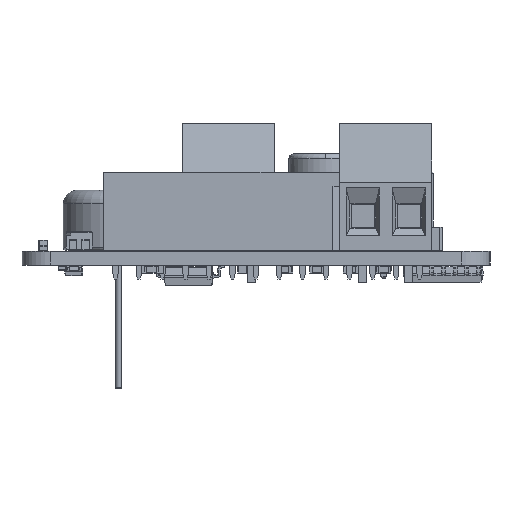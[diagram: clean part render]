
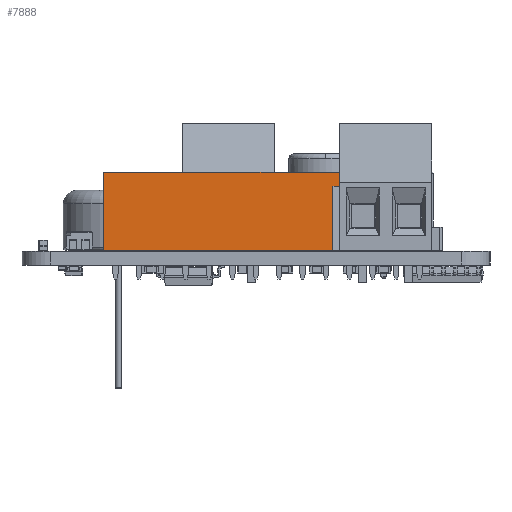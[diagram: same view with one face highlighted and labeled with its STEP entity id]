
A CAD part, left-side view. The second image highlights one B-rep face of the part: STEP entity #7888.
In plain terms, the highlighted face is planar.
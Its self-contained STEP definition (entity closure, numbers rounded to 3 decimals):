
#7888 = ADVANCED_FACE('',(#7889),#7923,.F.);
#7889 = FACE_BOUND('',#7890,.F.);
#7890 = EDGE_LOOP('',(#7891,#7901,#7909,#7917));
#7891 = ORIENTED_EDGE('',*,*,#7892,.T.);
#7892 = EDGE_CURVE('',#7893,#7895,#7897,.T.);
#7893 = VERTEX_POINT('',#7894);
#7894 = CARTESIAN_POINT('',(1.27,-34.29,0.));
#7895 = VERTEX_POINT('',#7896);
#7896 = CARTESIAN_POINT('',(1.27,-34.29,8.5));
#7897 = LINE('',#7898,#7899);
#7898 = CARTESIAN_POINT('',(1.27,-34.29,0.));
#7899 = VECTOR('',#7900,1.);
#7900 = DIRECTION('',(0.,0.,1.));
#7901 = ORIENTED_EDGE('',*,*,#7902,.T.);
#7902 = EDGE_CURVE('',#7895,#7903,#7905,.T.);
#7903 = VERTEX_POINT('',#7904);
#7904 = CARTESIAN_POINT('',(1.27,1.27,8.5));
#7905 = LINE('',#7906,#7907);
#7906 = CARTESIAN_POINT('',(1.27,-34.29,8.5));
#7907 = VECTOR('',#7908,1.);
#7908 = DIRECTION('',(0.,1.,0.));
#7909 = ORIENTED_EDGE('',*,*,#7910,.F.);
#7910 = EDGE_CURVE('',#7911,#7903,#7913,.T.);
#7911 = VERTEX_POINT('',#7912);
#7912 = CARTESIAN_POINT('',(1.27,1.27,0.));
#7913 = LINE('',#7914,#7915);
#7914 = CARTESIAN_POINT('',(1.27,1.27,0.));
#7915 = VECTOR('',#7916,1.);
#7916 = DIRECTION('',(0.,0.,1.));
#7917 = ORIENTED_EDGE('',*,*,#7918,.F.);
#7918 = EDGE_CURVE('',#7893,#7911,#7919,.T.);
#7919 = LINE('',#7920,#7921);
#7920 = CARTESIAN_POINT('',(1.27,-34.29,0.));
#7921 = VECTOR('',#7922,1.);
#7922 = DIRECTION('',(0.,1.,0.));
#7923 = PLANE('',#7924);
#7924 = AXIS2_PLACEMENT_3D('',#7925,#7926,#7927);
#7925 = CARTESIAN_POINT('',(1.27,-34.29,0.));
#7926 = DIRECTION('',(-1.,0.,0.));
#7927 = DIRECTION('',(0.,1.,0.));
